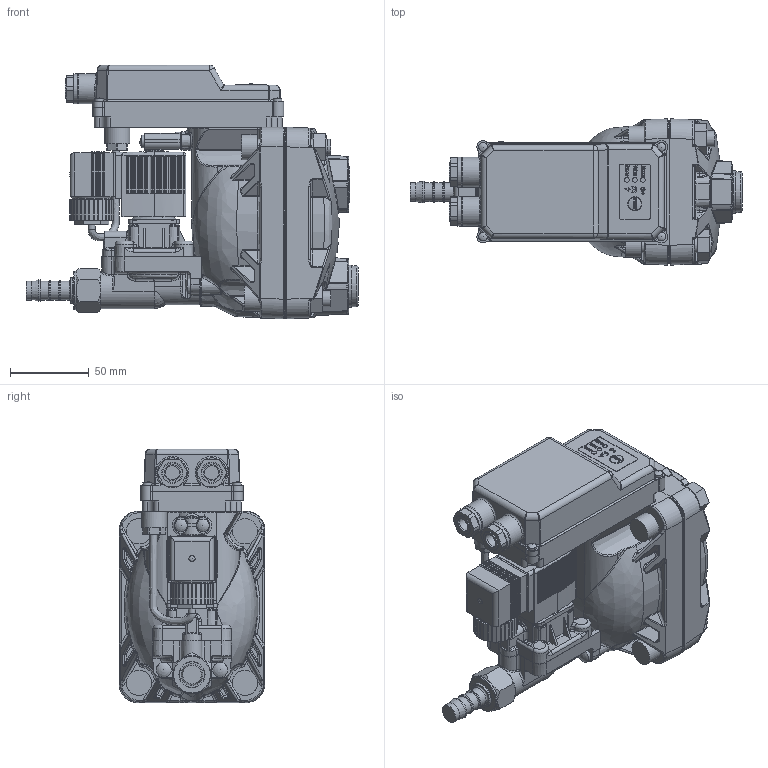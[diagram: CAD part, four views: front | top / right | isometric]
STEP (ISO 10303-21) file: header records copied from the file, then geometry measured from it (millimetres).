
FILE_DESCRIPTION( ( 'Unknown' ), '1' );
FILE_NAME( 'BM13.stp', 'Unknown', ( 'Unknown' ), ( 'Unknown' ), 'PSStep 13.0', 'Unknown', ' ' );
FILE_SCHEMA( ( 'AUTOMOTIVE_DESIGN { 1 0 10303 214 1 1 1 1 }' ) );
Length unit declared in the file: millimetre
Products named in the file (1): 002_901
Bounding box: 211.34 x 92.93 x 161.5 mm (x, y, z)
Volume: 1265557.9 mm3; surface area: 134466.4 mm2
Topology: 1 solids, 10 shells, 2849 faces, 7096 edges, 4294 vertices
Faces by surface type: plane 1124, bspline 694, cylinder 687, cone 120, torus 111, sphere 58, extrusion 53, revolution 2
Full cylindrical faces by diameter (mm): 0.8 x6, 1.6 x2, 3 x4, 4 x4, 4.5 x1, 6.1 x1, 6.3 x1, 8 x2, 8.4 x1, 8.8 x1, 9 x2, 9.2 x1, 9.5 x2, 10 x11, 11.89 x1, 12 x5, 12.5 x2, 13 x2, 13.85 x1, 15.5 x1, 16 x5, 18 x1, 18.5 x1, 19 x4, 19.5 x2, 20.3 x1, 20.9 x1, 21.5 x1, 23 x1, 24.3 x1
Entity records: 140252 total; most frequent: CARTESIAN_POINT 56009, ORIENTED_EDGE 13566, DIRECTION 11504, EDGE_CURVE 6783, AXIS2_PLACEMENT_3D 4299, VERTEX_POINT 4227, EDGE_LOOP 3159, FACE_OUTER_BOUND 2938
